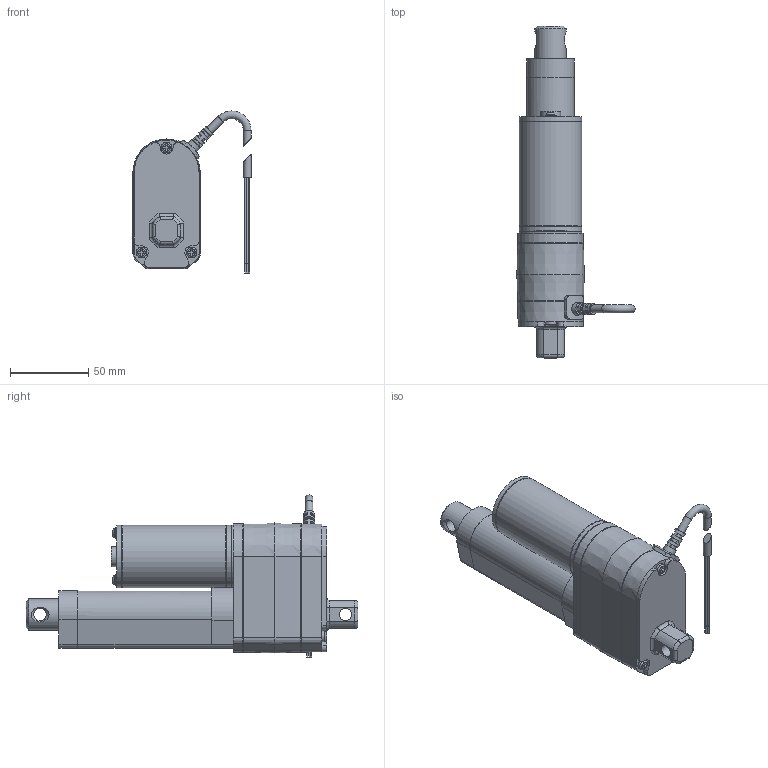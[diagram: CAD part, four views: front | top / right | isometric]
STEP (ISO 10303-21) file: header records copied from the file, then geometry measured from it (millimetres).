
FILE_DESCRIPTION( ( 'Unknown' ), '1' );
FILE_NAME( 'DLA-X-X-A-50-POT-IP65.stp', 'Unknown', ( 'Unknown' ), ( 'Unknown' ), 'PSStep 17.0.49', 'Unknown', ' ' );
FILE_SCHEMA( ( 'AUTOMOTIVE_DESIGN { 1 0 10303 214 1 1 1 1 }' ) );
Length unit declared in the file: millimetre
Products named in the file (5): Assem1; DLA-X-X-A-50-POT-IP65-1; DLA-X-X-A-50-POT-IP65-2
Assembly tree (4 placements, depth 2):
  Assem1
    DLA-X-X-A-50-POT-IP65-1
    DLA-X-X-A-50-POT-IP65-1
    DLA-X-X-A-50-POT-IP65-1
    DLA-X-X-A-50-POT-IP65-2
Bounding box: 75.49 x 212 x 103.5 mm (x, y, z)
Volume: 401069.9 mm3; surface area: 63418.4 mm2
Topology: 4 solids, 4 shells, 325 faces, 788 edges, 516 vertices
Faces by surface type: plane 198, cylinder 93, cone 20, torus 14
Full cylindrical faces by diameter (mm): 0.8 x5, 1.3 x5, 5 x3, 5.5 x2, 6.8 x3, 7 x2, 8 x2, 12.8 x1, 20 x2, 39 x3, 40 x4
Entity records: 12246 total; most frequent: CARTESIAN_POINT 2127, DIRECTION 1558, ORIENTED_EDGE 1440, EDGE_CURVE 720, AXIS2_PLACEMENT_3D 547, VERTEX_POINT 494, LINE 464, VECTOR 464
